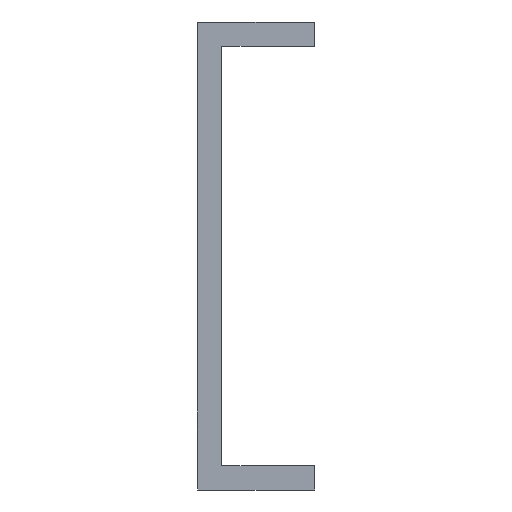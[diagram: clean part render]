
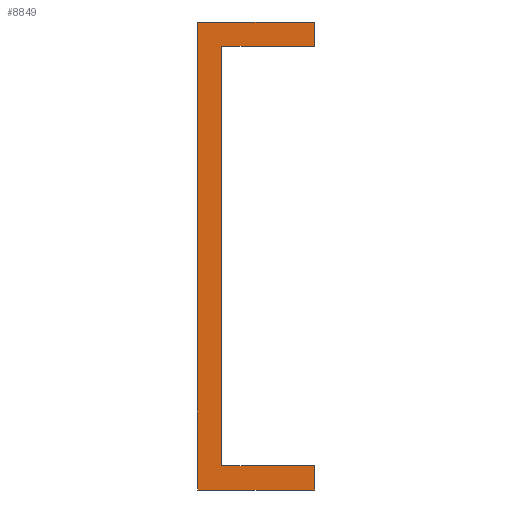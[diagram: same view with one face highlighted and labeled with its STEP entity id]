
A CAD part, front view. The second image highlights one B-rep face of the part: STEP entity #8849.
In plain terms, the highlighted planar face has unit normal (0, -1, 0).
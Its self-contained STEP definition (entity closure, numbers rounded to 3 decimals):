
#79 = DIRECTION ( 'NONE',  ( -1., 0., 0. ) ) ;
#568 = CARTESIAN_POINT ( 'NONE',  ( -12., 0., 0. ) ) ;
#640 = ORIENTED_EDGE ( 'NONE', *, *, #2200, .F. ) ;
#806 = VECTOR ( 'NONE', #79, 1000. ) ;
#1077 = VERTEX_POINT ( 'NONE', #8557 ) ;
#1131 = VECTOR ( 'NONE', #6453, 1000. ) ;
#1413 = CARTESIAN_POINT ( 'NONE',  ( -12., 0., 0. ) ) ;
#1514 = LINE ( 'NONE', #6937, #10621 ) ;
#1545 = DIRECTION ( 'NONE',  ( 1., 0., 0. ) ) ;
#1568 = FACE_OUTER_BOUND ( 'NONE', #6590, .T. ) ;
#1612 = LINE ( 'NONE', #1413, #8183 ) ;
#1647 = ORIENTED_EDGE ( 'NONE', *, *, #7148, .F. ) ;
#1981 = ORIENTED_EDGE ( 'NONE', *, *, #9752, .F. ) ;
#2200 = EDGE_CURVE ( 'NONE', #8308, #11457, #6580, .T. ) ;
#2231 = VECTOR ( 'NONE', #1545, 1000. ) ;
#2369 = EDGE_CURVE ( 'NONE', #10760, #8308, #4058, .T. ) ;
#2425 = DIRECTION ( 'NONE',  ( 0., -1., 0. ) ) ;
#2852 = EDGE_CURVE ( 'NONE', #6607, #7288, #6432, .T. ) ;
#4058 = LINE ( 'NONE', #9169, #7402 ) ;
#4116 = DIRECTION ( 'NONE',  ( 0., 0., -1. ) ) ;
#4823 = DIRECTION ( 'NONE',  ( 0., 0., 1. ) ) ;
#5111 = DIRECTION ( 'NONE',  ( -1., 0., 0. ) ) ;
#5425 = VECTOR ( 'NONE', #8081, 1000. ) ;
#5619 = VERTEX_POINT ( 'NONE', #8144 ) ;
#5665 = DIRECTION ( 'NONE',  ( 0., 0., -1. ) ) ;
#5843 = LINE ( 'NONE', #11318, #10453 ) ;
#6043 = ORIENTED_EDGE ( 'NONE', *, *, #6701, .F. ) ;
#6084 = ORIENTED_EDGE ( 'NONE', *, *, #2369, .F. ) ;
#6133 = VERTEX_POINT ( 'NONE', #568 ) ;
#6167 = CARTESIAN_POINT ( 'NONE',  ( -24., 0., -45.5 ) ) ;
#6432 = LINE ( 'NONE', #7896, #806 ) ;
#6453 = DIRECTION ( 'NONE',  ( 0., 0., -1. ) ) ;
#6580 = LINE ( 'NONE', #9660, #2231 ) ;
#6590 = EDGE_LOOP ( 'NONE', ( #6084, #1647, #1981, #11596, #10086, #7393, #6043, #640 ) ) ;
#6602 = CARTESIAN_POINT ( 'NONE',  ( -21.5, 0., 0. ) ) ;
#6607 = VERTEX_POINT ( 'NONE', #6872 ) ;
#6685 = CARTESIAN_POINT ( 'NONE',  ( -21.5, 0., -43. ) ) ;
#6701 = EDGE_CURVE ( 'NONE', #11457, #6607, #10175, .T. ) ;
#6872 = CARTESIAN_POINT ( 'NONE',  ( -12., 0., -45.5 ) ) ;
#6937 = CARTESIAN_POINT ( 'NONE',  ( 24., 0., 2.5 ) ) ;
#7148 = EDGE_CURVE ( 'NONE', #6133, #10760, #1612, .T. ) ;
#7288 = VERTEX_POINT ( 'NONE', #6167 ) ;
#7393 = ORIENTED_EDGE ( 'NONE', *, *, #2852, .F. ) ;
#7402 = VECTOR ( 'NONE', #5665, 1000. ) ;
#7773 = PLANE ( 'NONE',  #8304 ) ;
#7896 = CARTESIAN_POINT ( 'NONE',  ( -21.5, 0., -45.5 ) ) ;
#8081 = DIRECTION ( 'NONE',  ( 0., 0., -1. ) ) ;
#8144 = CARTESIAN_POINT ( 'NONE',  ( -24., 0., 2.5 ) ) ;
#8183 = VECTOR ( 'NONE', #5111, 1000. ) ;
#8304 = AXIS2_PLACEMENT_3D ( 'NONE', #11255, #2425, #4116 ) ;
#8308 = VERTEX_POINT ( 'NONE', #6685 ) ;
#8557 = CARTESIAN_POINT ( 'NONE',  ( -12., 0., 2.5 ) ) ;
#8839 = LINE ( 'NONE', #10009, #1131 ) ;
#8849 = ADVANCED_FACE ( 'NONE', ( #1568 ), #7773, .T. ) ;
#9169 = CARTESIAN_POINT ( 'NONE',  ( -21.5, 0., 0. ) ) ;
#9660 = CARTESIAN_POINT ( 'NONE',  ( -12., 0., -43. ) ) ;
#9752 = EDGE_CURVE ( 'NONE', #1077, #6133, #8839, .T. ) ;
#9853 = CARTESIAN_POINT ( 'NONE',  ( -12., 0., -43. ) ) ;
#10009 = CARTESIAN_POINT ( 'NONE',  ( -12., 0., 0. ) ) ;
#10086 = ORIENTED_EDGE ( 'NONE', *, *, #11529, .F. ) ;
#10152 = CARTESIAN_POINT ( 'NONE',  ( -12., 0., -43. ) ) ;
#10175 = LINE ( 'NONE', #9853, #5425 ) ;
#10453 = VECTOR ( 'NONE', #4823, 1000. ) ;
#10621 = VECTOR ( 'NONE', #11463, 1000. ) ;
#10760 = VERTEX_POINT ( 'NONE', #6602 ) ;
#11035 = EDGE_CURVE ( 'NONE', #5619, #1077, #1514, .T. ) ;
#11255 = CARTESIAN_POINT ( 'NONE',  ( 0., 0., 0. ) ) ;
#11318 = CARTESIAN_POINT ( 'NONE',  ( -24., 0., -45.5 ) ) ;
#11457 = VERTEX_POINT ( 'NONE', #10152 ) ;
#11463 = DIRECTION ( 'NONE',  ( 1., 0., 0. ) ) ;
#11529 = EDGE_CURVE ( 'NONE', #7288, #5619, #5843, .T. ) ;
#11596 = ORIENTED_EDGE ( 'NONE', *, *, #11035, .F. ) ;
